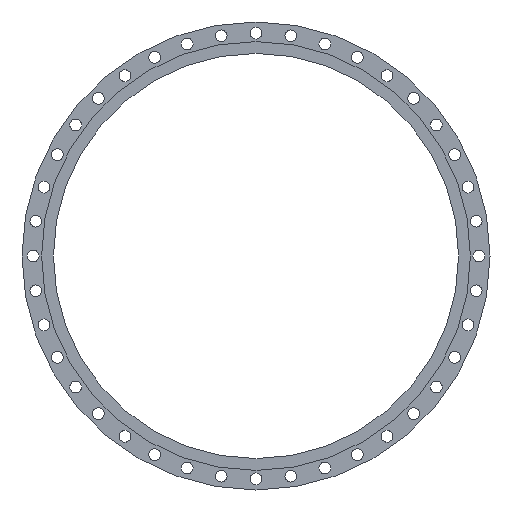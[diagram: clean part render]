
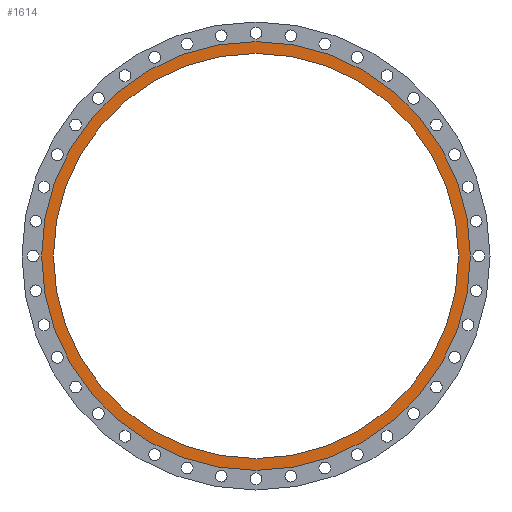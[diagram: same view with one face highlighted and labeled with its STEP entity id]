
A CAD part, left-side view. The second image highlights one B-rep face of the part: STEP entity #1614.
In plain terms, the highlighted planar face has unit normal (-1, 0, 0).
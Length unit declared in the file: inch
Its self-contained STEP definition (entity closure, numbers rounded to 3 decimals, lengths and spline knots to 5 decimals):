
#92 = AXIS2_PLACEMENT_3D ( 'NONE', #598, #246, #2940 ) ;
#194 = AXIS2_PLACEMENT_3D ( 'NONE', #883, #949, #658 ) ;
#246 = DIRECTION ( 'NONE',  ( -1., 0., 0. ) ) ;
#382 = FACE_OUTER_BOUND ( 'NONE', #1215, .T. ) ;
#409 = DIRECTION ( 'NONE',  ( 0., 0., 1. ) ) ;
#598 = CARTESIAN_POINT ( 'NONE',  ( -0.14414, 0., 0. ) ) ;
#634 = CARTESIAN_POINT ( 'NONE',  ( -0.14414, 0., 0. ) ) ;
#652 = CARTESIAN_POINT ( 'NONE',  ( -0.14414, 0., 18.125 ) ) ;
#658 = DIRECTION ( 'NONE',  ( 0., 0., 1. ) ) ;
#670 = DIRECTION ( 'NONE',  ( 0., 0., 1. ) ) ;
#752 = CARTESIAN_POINT ( 'NONE',  ( -0.14414, 0., -18.125 ) ) ;
#883 = CARTESIAN_POINT ( 'NONE',  ( -0.14414, 0., 0. ) ) ;
#919 = AXIS2_PLACEMENT_3D ( 'NONE', #634, #1966, #670 ) ;
#949 = DIRECTION ( 'NONE',  ( -1., 0., 0. ) ) ;
#966 = VERTEX_POINT ( 'NONE', #2126 ) ;
#1127 = EDGE_LOOP ( 'NONE', ( #3200, #2927 ) ) ;
#1170 = VERTEX_POINT ( 'NONE', #752 ) ;
#1215 = EDGE_LOOP ( 'NONE', ( #2916, #2717 ) ) ;
#1393 = CIRCLE ( 'NONE', #919, 18.125 ) ;
#1410 = EDGE_CURVE ( 'NONE', #2787, #1170, #2104, .T. ) ;
#1453 = EDGE_CURVE ( 'NONE', #1501, #966, #2674, .T. ) ;
#1501 = VERTEX_POINT ( 'NONE', #2749 ) ;
#1557 = CIRCLE ( 'NONE', #92, 17.125 ) ;
#1614 = ADVANCED_FACE ( 'NONE', ( #382, #3026 ), #2523, .T. ) ;
#1911 = DIRECTION ( 'NONE',  ( -1., 0., 0. ) ) ;
#1966 = DIRECTION ( 'NONE',  ( -1., 0., 0. ) ) ;
#1998 = EDGE_CURVE ( 'NONE', #1170, #2787, #1393, .T. ) ;
#2104 = CIRCLE ( 'NONE', #2385, 18.125 ) ;
#2126 = CARTESIAN_POINT ( 'NONE',  ( -0.14414, 0., -17.125 ) ) ;
#2211 = CARTESIAN_POINT ( 'NONE',  ( -0.14414, 0., 0. ) ) ;
#2385 = AXIS2_PLACEMENT_3D ( 'NONE', #2211, #3304, #409 ) ;
#2523 = PLANE ( 'NONE',  #194 ) ;
#2674 = CIRCLE ( 'NONE', #2739, 17.125 ) ;
#2717 = ORIENTED_EDGE ( 'NONE', *, *, #1998, .T. ) ;
#2739 = AXIS2_PLACEMENT_3D ( 'NONE', #3264, #1911, #3002 ) ;
#2740 = EDGE_CURVE ( 'NONE', #966, #1501, #1557, .T. ) ;
#2749 = CARTESIAN_POINT ( 'NONE',  ( -0.14414, 0., 17.125 ) ) ;
#2787 = VERTEX_POINT ( 'NONE', #652 ) ;
#2916 = ORIENTED_EDGE ( 'NONE', *, *, #1410, .T. ) ;
#2927 = ORIENTED_EDGE ( 'NONE', *, *, #2740, .F. ) ;
#2940 = DIRECTION ( 'NONE',  ( 0., 0., 1. ) ) ;
#3002 = DIRECTION ( 'NONE',  ( 0., 0., 1. ) ) ;
#3026 = FACE_BOUND ( 'NONE', #1127, .T. ) ;
#3200 = ORIENTED_EDGE ( 'NONE', *, *, #1453, .F. ) ;
#3264 = CARTESIAN_POINT ( 'NONE',  ( -0.14414, 0., 0. ) ) ;
#3304 = DIRECTION ( 'NONE',  ( -1., 0., 0. ) ) ;
